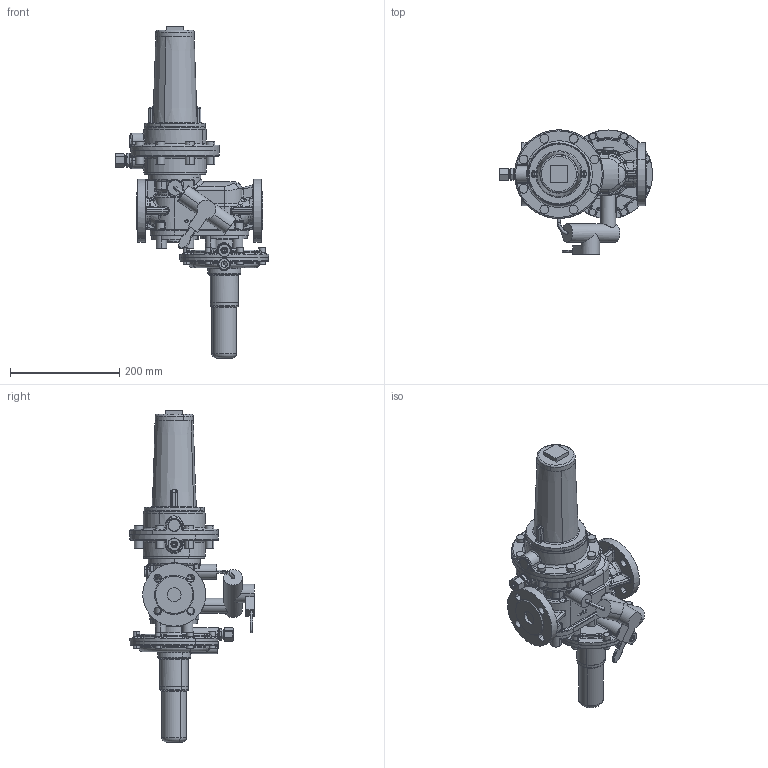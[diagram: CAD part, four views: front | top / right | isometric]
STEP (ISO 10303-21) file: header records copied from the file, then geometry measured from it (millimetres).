
FILE_DESCRIPTION(('CATIA V5 STEP'),'2;1');
FILE_NAME('RS 250 DN 025-160-links.stp','2014-03-28T09:01:11+00:00',('none'),('none'),'CATIA Version 5 Release 19 SP 9 (IN-10)','CATIA V5 STEP AP203 Edition 2','none');
FILE_SCHEMA(('AP203_CONFIGURATION_CONTROLLED_3D_DESIGN_OF_MECHANICAL_PARTS_AND_ASSEMBLIES_MIM_LF { 1 0 10303 403 2 1 2}'));
Length unit declared in the file: millimetre
Products named in the file (1): 870800_AllCATPart
Bounding box: 279.8 x 227 x 606.56 mm (x, y, z)
Volume: 4771155.1 mm3; surface area: 381177 mm2
Topology: 1 solids, 23 shells, 1909 faces, 4656 edges, 2721 vertices
Faces by surface type: cylinder 643, torus 395, bspline 345, plane 329, cone 102, revolution 48, sphere 47
Entity records: 81449 total; most frequent: CARTESIAN_POINT 43097, ORIENTED_EDGE 9068, DIRECTION 5545, EDGE_CURVE 4534, AXIS2_PLACEMENT_3D 3176, VERTEX_POINT 2721, EDGE_LOOP 1989, CIRCLE 1952
